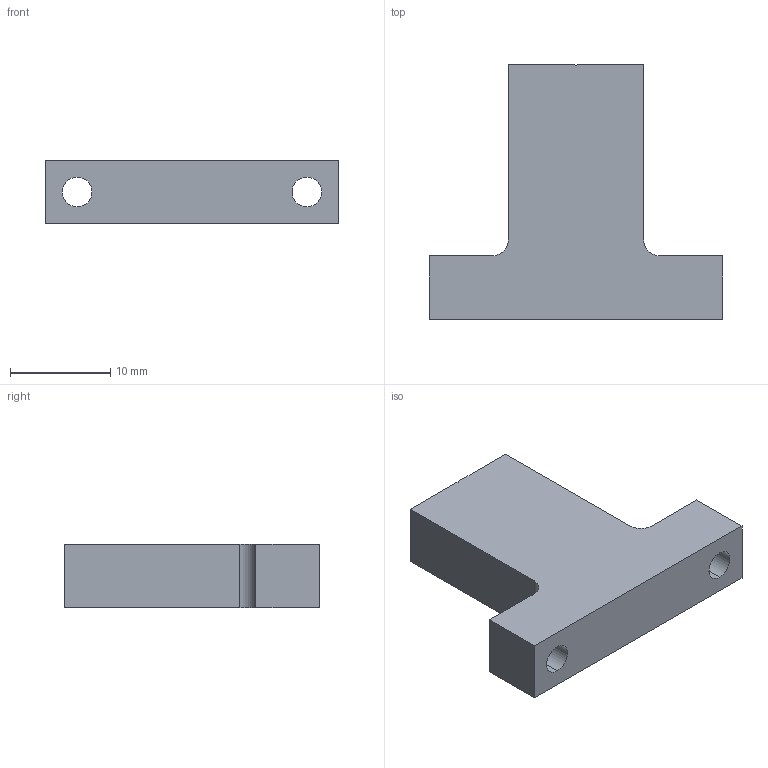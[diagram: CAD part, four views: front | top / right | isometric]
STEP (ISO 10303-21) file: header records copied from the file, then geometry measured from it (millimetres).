
FILE_DESCRIPTION (( 'STEP AP203' ), '1' );
FILE_NAME ('D1201486-v1.STEP', '2012-11-27T17:26:58', ( 'Dwayne Giardina' ), ( 'Microsoft' ), 'SwSTEP 2.0', 'SolidWorks 2012', '' );
FILE_SCHEMA (( 'CONFIG_CONTROL_DESIGN' ));
Length unit declared in the file: inch
Products named in the file (1): D1201486-v1
Bounding box: 29.21 x 25.4 x 6.35 mm (x, y, z)
Volume: 2648.2 mm3; surface area: 1798.3 mm2
Topology: 1 solids, 1 shells, 28 faces, 74 edges, 46 vertices
Faces by surface type: plane 13, cylinder 11, cone 4
Entity records: 927 total; most frequent: DIRECTION 150, CARTESIAN_POINT 145, ORIENTED_EDGE 140, EDGE_CURVE 70, AXIS2_PLACEMENT_3D 51, VECTOR 48, LINE 48, VERTEX_POINT 46
